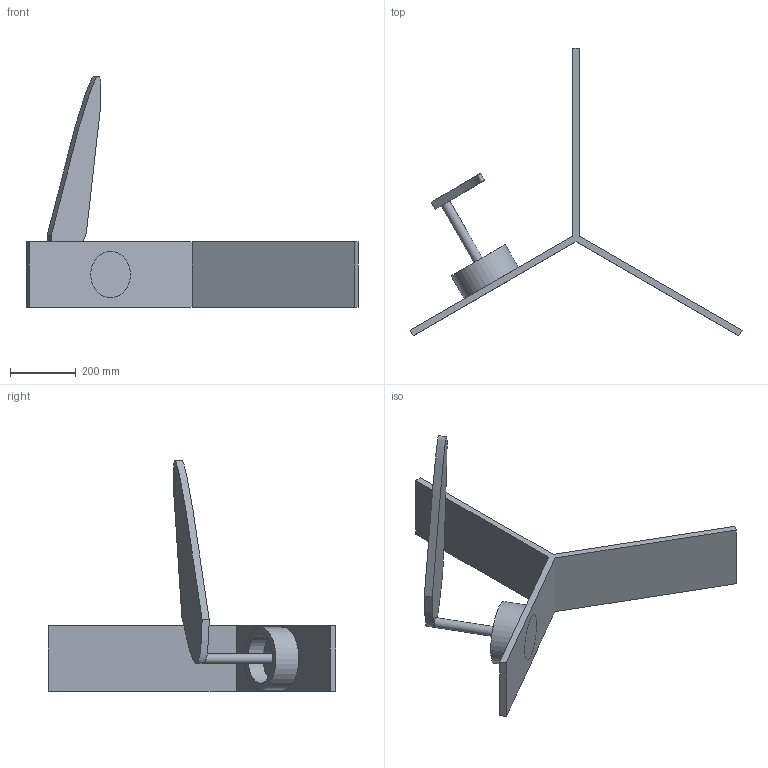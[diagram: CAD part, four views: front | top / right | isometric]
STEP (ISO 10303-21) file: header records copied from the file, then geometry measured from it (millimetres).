
FILE_DESCRIPTION(/* description */ ('STEP AP242','CAx-IF Rec.Pracs.---Representation and Presentation of Product Manufacturing Information (PMI)---4.0---2014-10-13','CAx-IF Rec.Pracs.---3D Tessellated Geometry---0.4---2014-09-14','2;1'),/* implementation_level */ '2;1');
FILE_NAME(/* name */ '65d4d5e38f8ce15ab24b6953',/* time_stamp */ '2024-02-20T16:40:03Z',/* author */ (''),/* organization */ (''),/* preprocessor_version */ 'ST-DEVELOPER v19.4',/* originating_system */ ' ',/* authorisation */ ' ');
FILE_SCHEMA (('AP242_MANAGED_MODEL_BASED_3D_ENGINEERING_MIM_LF { 1 0 10303 442 1 1 4 }'));
Length unit declared in the file: metre
Products named in the file (4): Assembly; Body; Shaft; Motor
Assembly tree (3 placements, depth 2):
  Assembly
    Body
    Shaft
    Motor
Bounding box: 1010 x 874.69 x 702.63 mm (x, y, z)
Volume: 9643670.1 mm3; surface area: 1040212.4 mm2
Topology: 3 solids, 3 shells, 26 faces, 52 edges, 34 vertices
Faces by surface type: plane 19, cylinder 5, bspline 2
Full cylindrical faces by diameter (mm): 30 x1, 140 x2, 150 x1, 190 x1
Entity records: 736 total; most frequent: CARTESIAN_POINT 135, DIRECTION 107, ORIENTED_EDGE 92, EDGE_CURVE 46, AXIS2_PLACEMENT_3D 39, EDGE_LOOP 35, FACE_BOUND 35, VERTEX_POINT 33
